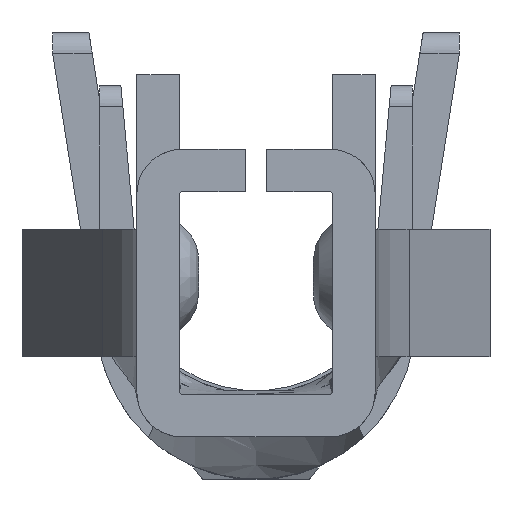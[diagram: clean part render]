
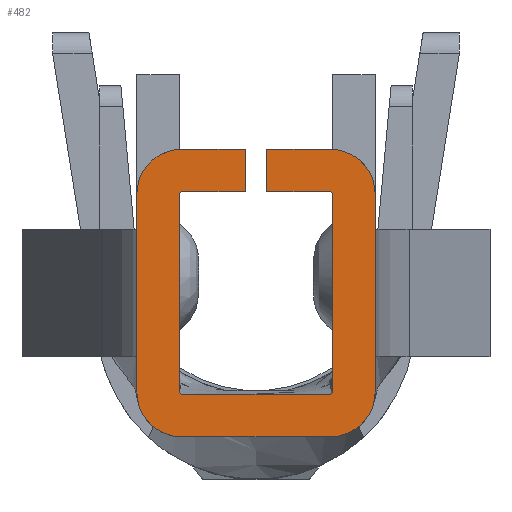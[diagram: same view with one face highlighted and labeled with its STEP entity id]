
A CAD part, front view. The second image highlights one B-rep face of the part: STEP entity #482.
In plain terms, the highlighted planar face has unit normal (0, -1, 0).
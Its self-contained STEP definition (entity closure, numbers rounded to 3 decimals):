
#482 = ADVANCED_FACE( '', ( #1028 ), #1029, .F. );
#1028 = FACE_OUTER_BOUND( '', #2459, .T. );
#1029 = PLANE( '', #2460 );
#2459 = EDGE_LOOP( '', ( #3923, #3924, #3925, #3926, #3927, #3928, #3929, #3930, #3931, #3932, #3933, #3934, #3935, #3936, #3937, #3938, #3939, #3940, #3941, #3942 ) );
#2460 = AXIS2_PLACEMENT_3D( '', #3943, #3944, #3945 );
#3923 = ORIENTED_EDGE( '', *, *, #5065, .T. );
#3924 = ORIENTED_EDGE( '', *, *, #5066, .F. );
#3925 = ORIENTED_EDGE( '', *, *, #5067, .T. );
#3926 = ORIENTED_EDGE( '', *, *, #4924, .F. );
#3927 = ORIENTED_EDGE( '', *, *, #4741, .T. );
#3928 = ORIENTED_EDGE( '', *, *, #4971, .T. );
#3929 = ORIENTED_EDGE( '', *, *, #5068, .T. );
#3930 = ORIENTED_EDGE( '', *, *, #5069, .F. );
#3931 = ORIENTED_EDGE( '', *, *, #5009, .F. );
#3932 = ORIENTED_EDGE( '', *, *, #5070, .F. );
#3933 = ORIENTED_EDGE( '', *, *, #4668, .F. );
#3934 = ORIENTED_EDGE( '', *, *, #5043, .T. );
#3935 = ORIENTED_EDGE( '', *, *, #4604, .F. );
#3936 = ORIENTED_EDGE( '', *, *, #4521, .T. );
#3937 = ORIENTED_EDGE( '', *, *, #4511, .F. );
#3938 = ORIENTED_EDGE( '', *, *, #4549, .T. );
#3939 = ORIENTED_EDGE( '', *, *, #5071, .F. );
#3940 = ORIENTED_EDGE( '', *, *, #5063, .T. );
#3941 = ORIENTED_EDGE( '', *, *, #4490, .T. );
#3942 = ORIENTED_EDGE( '', *, *, #4885, .F. );
#3943 = CARTESIAN_POINT( '', ( -0.56, -3.35, 0.675 ) );
#3944 = DIRECTION( '', ( 0., 1., 0. ) );
#3945 = DIRECTION( '', ( -1., 0., 0. ) );
#4490 = EDGE_CURVE( '', #5193, #5201, #5203, .T. );
#4511 = EDGE_CURVE( '', #5239, #5241, #5242, .F. );
#4521 = EDGE_CURVE( '', #5258, #5241, #5259, .T. );
#4549 = EDGE_CURVE( '', #5239, #5304, #5307, .F. );
#4604 = EDGE_CURVE( '', #5258, #5400, #5403, .F. );
#4668 = EDGE_CURVE( '', #5508, #5510, #5511, .F. );
#4741 = EDGE_CURVE( '', #5636, #5634, #5637, .T. );
#4885 = EDGE_CURVE( '', #5858, #5201, #5860, .T. );
#4924 = EDGE_CURVE( '', #5636, #5912, #5913, .T. );
#4971 = EDGE_CURVE( '', #5634, #5972, #5974, .T. );
#5009 = EDGE_CURVE( '', #6019, #6021, #6022, .F. );
#5043 = EDGE_CURVE( '', #5508, #5400, #6063, .F. );
#5063 = EDGE_CURVE( '', #6086, #5193, #6089, .T. );
#5065 = EDGE_CURVE( '', #5858, #6091, #6092, .T. );
#5066 = EDGE_CURVE( '', #6093, #6091, #6094, .T. );
#5067 = EDGE_CURVE( '', #6093, #5912, #6095, .T. );
#5068 = EDGE_CURVE( '', #5972, #6096, #6097, .T. );
#5069 = EDGE_CURVE( '', #6021, #6096, #6098, .T. );
#5070 = EDGE_CURVE( '', #5510, #6019, #6099, .F. );
#5071 = EDGE_CURVE( '', #6086, #5304, #6100, .F. );
#5193 = VERTEX_POINT( '', #6233 );
#5201 = VERTEX_POINT( '', #6245 );
#5203 = LINE( '', #6248, #6249 );
#5239 = VERTEX_POINT( '', #6297 );
#5241 = VERTEX_POINT( '', #6300 );
#5242 = LINE( '', #6301, #6302 );
#5258 = VERTEX_POINT( '', #6325 );
#5259 = CIRCLE( '', #6326, 0.01 );
#5304 = VERTEX_POINT( '', #6404 );
#5307 = CIRCLE( '', #6408, 0.01 );
#5400 = VERTEX_POINT( '', #6560 );
#5403 = LINE( '', #6565, #6566 );
#5508 = VERTEX_POINT( '', #6705 );
#5510 = VERTEX_POINT( '', #6708 );
#5511 = LINE( '', #6709, #6710 );
#5634 = VERTEX_POINT( '', #6891 );
#5636 = VERTEX_POINT( '', #6894 );
#5637 = LINE( '', #6895, #6896 );
#5858 = VERTEX_POINT( '', #7260 );
#5860 = CIRCLE( '', #7263, 0.21 );
#5912 = VERTEX_POINT( '', #7342 );
#5913 = CIRCLE( '', #7343, 0.21 );
#5972 = VERTEX_POINT( '', #7446 );
#5974 = CIRCLE( '', #7449, 0.21 );
#6019 = VERTEX_POINT( '', #7527 );
#6021 = VERTEX_POINT( '', #7530 );
#6022 = LINE( '', #7531, #7532 );
#6063 = CIRCLE( '', #7600, 0.01 );
#6086 = VERTEX_POINT( '', #7640 );
#6089 = LINE( '', #7645, #7646 );
#6091 = VERTEX_POINT( '', #7648 );
#6092 = LINE( '', #7649, #7650 );
#6093 = VERTEX_POINT( '', #7651 );
#6094 = CIRCLE( '', #7652, 0.21 );
#6095 = LINE( '', #7653, #7654 );
#6096 = VERTEX_POINT( '', #7655 );
#6097 = LINE( '', #7656, #7657 );
#6098 = LINE( '', #7658, #7659 );
#6099 = CIRCLE( '', #7660, 0.01 );
#6100 = LINE( '', #7661, #7662 );
#6233 = CARTESIAN_POINT( '', ( -0.05, -3.35, 0.675 ) );
#6245 = CARTESIAN_POINT( '', ( -0.35, -3.35, 0.675 ) );
#6248 = CARTESIAN_POINT( '', ( -0.56, -3.35, 0.675 ) );
#6249 = VECTOR( '', #7837, 1000. );
#6297 = CARTESIAN_POINT( '', ( -0.36, -3.35, 0.465 ) );
#6300 = CARTESIAN_POINT( '', ( -0.36, -3.35, -0.465 ) );
#6301 = CARTESIAN_POINT( '', ( -0.36, -3.35, -0.675 ) );
#6302 = VECTOR( '', #7863, 1000. );
#6325 = CARTESIAN_POINT( '', ( -0.35, -3.35, -0.475 ) );
#6326 = AXIS2_PLACEMENT_3D( '', #7874, #7875, #7876 );
#6404 = CARTESIAN_POINT( '', ( -0.35, -3.35, 0.475 ) );
#6408 = AXIS2_PLACEMENT_3D( '', #7903, #7904, #7905 );
#6560 = CARTESIAN_POINT( '', ( 0.35, -3.35, -0.475 ) );
#6565 = CARTESIAN_POINT( '', ( 0.56, -3.35, -0.475 ) );
#6566 = VECTOR( '', #7961, 1000. );
#6705 = CARTESIAN_POINT( '', ( 0.36, -3.35, -0.465 ) );
#6708 = CARTESIAN_POINT( '', ( 0.36, -3.35, 0.465 ) );
#6709 = CARTESIAN_POINT( '', ( 0.36, -3.35, 0.675 ) );
#6710 = VECTOR( '', #8045, 1000. );
#6891 = CARTESIAN_POINT( '', ( 0.56, -3.35, 0.465 ) );
#6894 = CARTESIAN_POINT( '', ( 0.56, -3.35, -0.465 ) );
#6895 = CARTESIAN_POINT( '', ( 0.56, -3.35, 0.675 ) );
#6896 = VECTOR( '', #8123, 1000. );
#7260 = CARTESIAN_POINT( '', ( -0.56, -3.35, 0.465 ) );
#7263 = AXIS2_PLACEMENT_3D( '', #8268, #8269, #8270 );
#7342 = CARTESIAN_POINT( '', ( 0.35, -3.35, -0.675 ) );
#7343 = AXIS2_PLACEMENT_3D( '', #8301, #8302, #8303 );
#7446 = CARTESIAN_POINT( '', ( 0.35, -3.35, 0.675 ) );
#7449 = AXIS2_PLACEMENT_3D( '', #8344, #8345, #8346 );
#7527 = CARTESIAN_POINT( '', ( 0.35, -3.35, 0.475 ) );
#7530 = CARTESIAN_POINT( '', ( 0.05, -3.35, 0.475 ) );
#7531 = CARTESIAN_POINT( '', ( 0.56, -3.35, 0.475 ) );
#7532 = VECTOR( '', #8379, 1000. );
#7600 = AXIS2_PLACEMENT_3D( '', #8405, #8406, #8407 );
#7640 = CARTESIAN_POINT( '', ( -0.05, -3.35, 0.475 ) );
#7645 = CARTESIAN_POINT( '', ( -0.05, -3.35, 0.675 ) );
#7646 = VECTOR( '', #8424, 1000. );
#7648 = CARTESIAN_POINT( '', ( -0.56, -3.35, -0.465 ) );
#7649 = CARTESIAN_POINT( '', ( -0.56, -3.35, -0.675 ) );
#7650 = VECTOR( '', #8425, 1000. );
#7651 = CARTESIAN_POINT( '', ( -0.35, -3.35, -0.675 ) );
#7652 = AXIS2_PLACEMENT_3D( '', #8426, #8427, #8428 );
#7653 = CARTESIAN_POINT( '', ( 0.56, -3.35, -0.675 ) );
#7654 = VECTOR( '', #8429, 1000. );
#7655 = CARTESIAN_POINT( '', ( 0.05, -3.35, 0.675 ) );
#7656 = CARTESIAN_POINT( '', ( 0.56, -3.35, 0.675 ) );
#7657 = VECTOR( '', #8430, 1000. );
#7658 = CARTESIAN_POINT( '', ( 0.05, -3.35, 0.675 ) );
#7659 = VECTOR( '', #8431, 1000. );
#7660 = AXIS2_PLACEMENT_3D( '', #8432, #8433, #8434 );
#7661 = CARTESIAN_POINT( '', ( -0.56, -3.35, 0.475 ) );
#7662 = VECTOR( '', #8435, 1000. );
#7837 = DIRECTION( '', ( -1., 0., 0. ) );
#7863 = DIRECTION( '', ( 0., 0., 1. ) );
#7874 = CARTESIAN_POINT( '', ( -0.35, -3.35, -0.465 ) );
#7875 = DIRECTION( '', ( 0., 1., 0. ) );
#7876 = DIRECTION( '', ( -1., 0., 0. ) );
#7903 = CARTESIAN_POINT( '', ( -0.35, -3.35, 0.465 ) );
#7904 = DIRECTION( '', ( 0., -1., 0. ) );
#7905 = DIRECTION( '', ( 1., 0., 0. ) );
#7961 = DIRECTION( '', ( -1., 0., 0. ) );
#8045 = DIRECTION( '', ( 0., 0., -1. ) );
#8123 = DIRECTION( '', ( 0., 0., 1. ) );
#8268 = CARTESIAN_POINT( '', ( -0.35, -3.35, 0.465 ) );
#8269 = DIRECTION( '', ( 0., 1., 0. ) );
#8270 = DIRECTION( '', ( 0., 0., -1. ) );
#8301 = CARTESIAN_POINT( '', ( 0.35, -3.35, -0.465 ) );
#8302 = DIRECTION( '', ( 0., 1., 0. ) );
#8303 = DIRECTION( '', ( 0., 0., 1. ) );
#8344 = CARTESIAN_POINT( '', ( 0.35, -3.35, 0.465 ) );
#8345 = DIRECTION( '', ( 0., -1., 0. ) );
#8346 = DIRECTION( '', ( 0., 0., -1. ) );
#8379 = DIRECTION( '', ( 1., 0., 0. ) );
#8405 = CARTESIAN_POINT( '', ( 0.35, -3.35, -0.465 ) );
#8406 = DIRECTION( '', ( 0., -1., 0. ) );
#8407 = DIRECTION( '', ( 1., 0., 0. ) );
#8424 = DIRECTION( '', ( 0., 0., 1. ) );
#8425 = DIRECTION( '', ( 0., 0., -1. ) );
#8426 = CARTESIAN_POINT( '', ( -0.35, -3.35, -0.465 ) );
#8427 = DIRECTION( '', ( 0., 1., 0. ) );
#8428 = DIRECTION( '', ( 0., 0., 1. ) );
#8429 = DIRECTION( '', ( 1., 0., 0. ) );
#8430 = DIRECTION( '', ( -1., 0., 0. ) );
#8431 = DIRECTION( '', ( 0., 0., 1. ) );
#8432 = CARTESIAN_POINT( '', ( 0.35, -3.35, 0.465 ) );
#8433 = DIRECTION( '', ( 0., 1., 0. ) );
#8434 = DIRECTION( '', ( 0., 0., 1. ) );
#8435 = DIRECTION( '', ( 1., 0., 0. ) );
